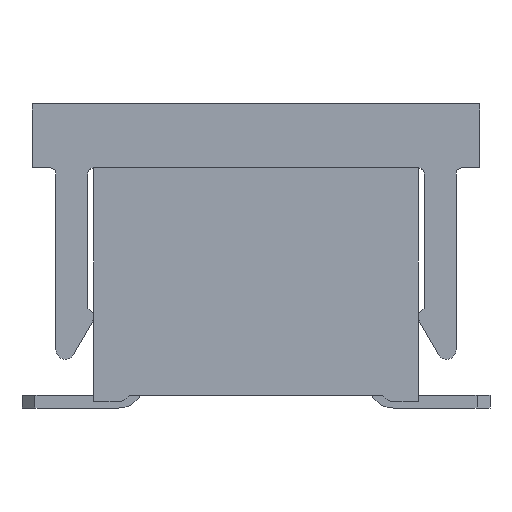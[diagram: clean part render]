
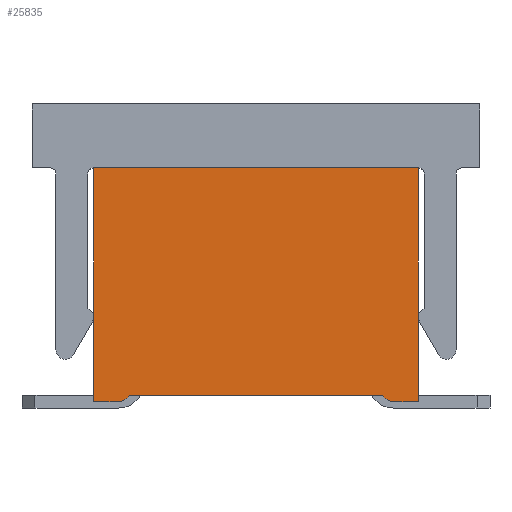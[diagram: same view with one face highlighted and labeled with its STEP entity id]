
A CAD part, front view. The second image highlights one B-rep face of the part: STEP entity #25835.
In plain terms, the highlighted face is planar.
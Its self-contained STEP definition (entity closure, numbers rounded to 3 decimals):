
#969=PLANE('',#28203);
#3902=LINE('',#43003,#6830);
#3906=LINE('',#43010,#6834);
#3907=LINE('',#43012,#6835);
#3908=LINE('',#43014,#6836);
#3909=LINE('',#43016,#6837);
#3910=LINE('',#43018,#6838);
#6830=VECTOR('',#35453,1000.);
#6834=VECTOR('',#35463,1000.);
#6835=VECTOR('',#35464,1000.);
#6836=VECTOR('',#35465,1000.);
#6837=VECTOR('',#35466,1000.);
#6838=VECTOR('',#35467,1000.);
#14082=ORIENTED_EDGE('',*,*,#17522,.T.);
#14083=ORIENTED_EDGE('',*,*,#18074,.F.);
#14084=ORIENTED_EDGE('',*,*,#17564,.T.);
#14085=ORIENTED_EDGE('',*,*,#18078,.T.);
#14086=ORIENTED_EDGE('',*,*,#18079,.T.);
#14087=ORIENTED_EDGE('',*,*,#18080,.T.);
#14088=ORIENTED_EDGE('',*,*,#18081,.T.);
#14089=ORIENTED_EDGE('',*,*,#18082,.T.);
#17522=EDGE_CURVE('',#20130,#20131,#21282,.T.);
#17564=EDGE_CURVE('',#20173,#20172,#21303,.T.);
#18074=EDGE_CURVE('',#20173,#20131,#3902,.T.);
#18078=EDGE_CURVE('',#20172,#20490,#3906,.T.);
#18079=EDGE_CURVE('',#20490,#20491,#3907,.T.);
#18080=EDGE_CURVE('',#20491,#20492,#3908,.T.);
#18081=EDGE_CURVE('',#20492,#20493,#3909,.T.);
#18082=EDGE_CURVE('',#20493,#20130,#3910,.T.);
#20130=VERTEX_POINT('',#41930);
#20131=VERTEX_POINT('',#41931);
#20172=VERTEX_POINT('',#42014);
#20173=VERTEX_POINT('',#42016);
#20490=VERTEX_POINT('',#43011);
#20491=VERTEX_POINT('',#43013);
#20492=VERTEX_POINT('',#43015);
#20493=VERTEX_POINT('',#43017);
#21282=CIRCLE('',#28003,0.2);
#21303=CIRCLE('',#28025,0.2);
#22657=EDGE_LOOP('',(#14082,#14083,#14084,#14085,#14086,#14087,#14088,#14089));
#24049=FACE_BOUND('',#22657,.T.);
#25835=ADVANCED_FACE('',(#24049),#969,.T.);
#28003=AXIS2_PLACEMENT_3D('',#41929,#34541,#34542);
#28025=AXIS2_PLACEMENT_3D('',#42015,#34606,#34607);
#28203=AXIS2_PLACEMENT_3D('',#43009,#35461,#35462);
#34541=DIRECTION('',(-1.,0.,0.));
#34542=DIRECTION('',(0.,0.,1.));
#34606=DIRECTION('',(-1.,0.,0.));
#34607=DIRECTION('',(0.,0.,1.));
#35453=DIRECTION('',(0.,1.,0.));
#35461=DIRECTION('',(-1.,0.,0.));
#35462=DIRECTION('',(0.,0.,1.));
#35463=DIRECTION('',(0.,-1.,0.));
#35464=DIRECTION('',(0.,0.,1.));
#35465=DIRECTION('',(0.,1.,0.));
#35466=DIRECTION('',(0.,0.,-1.));
#35467=DIRECTION('',(0.,-1.,0.));
#41929=CARTESIAN_POINT('',(-10.16,2.12,-1.6));
#41930=CARTESIAN_POINT('',(-10.16,2.12,-1.8));
#41931=CARTESIAN_POINT('',(-10.16,1.947,-1.7));
#42014=CARTESIAN_POINT('',(-10.16,-2.12,-1.8));
#42015=CARTESIAN_POINT('',(-10.16,-2.12,-1.6));
#42016=CARTESIAN_POINT('',(-10.16,-1.947,-1.7));
#43003=CARTESIAN_POINT('',(-10.16,0.,-1.7));
#43009=CARTESIAN_POINT('',(-10.16,0.,0.));
#43010=CARTESIAN_POINT('',(-10.16,2.5,-1.8));
#43011=CARTESIAN_POINT('',(-10.16,-2.5,-1.8));
#43012=CARTESIAN_POINT('',(-10.16,-2.5,-1.8));
#43013=CARTESIAN_POINT('',(-10.16,-2.5,1.8));
#43014=CARTESIAN_POINT('',(-10.16,-2.5,1.8));
#43015=CARTESIAN_POINT('',(-10.16,2.5,1.8));
#43016=CARTESIAN_POINT('',(-10.16,2.5,1.8));
#43017=CARTESIAN_POINT('',(-10.16,2.5,-1.8));
#43018=CARTESIAN_POINT('',(-10.16,2.5,-1.8));
